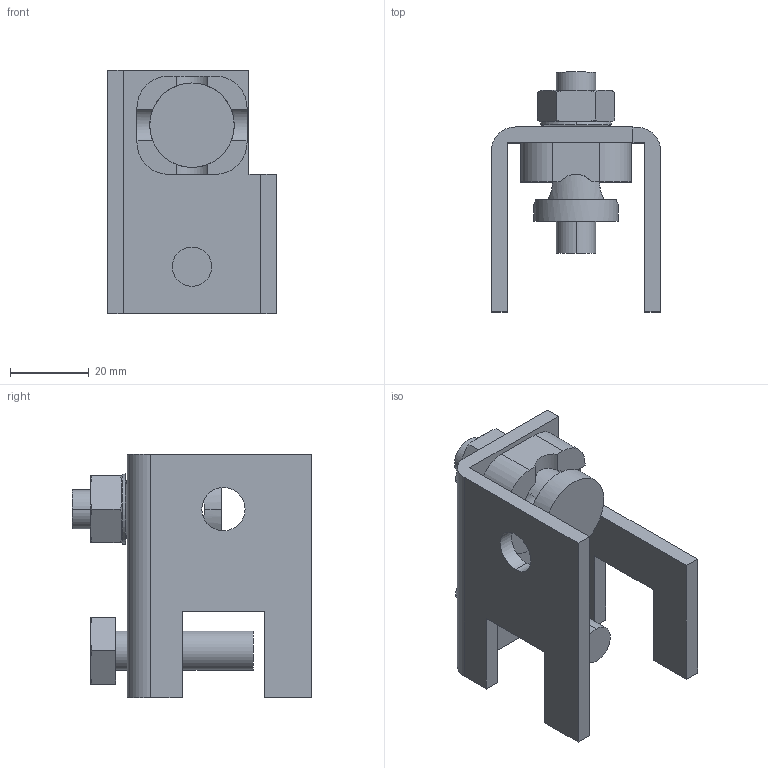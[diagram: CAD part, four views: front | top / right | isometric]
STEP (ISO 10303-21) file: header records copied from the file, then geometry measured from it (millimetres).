
FILE_DESCRIPTION (( 'STEP AP214' ), '1' );
FILE_NAME ('5304520.stp', '2020-10-01T07:39:33', ( '' ), ( '' ), 'SwSTEP 2.0', 'SolidWorks 2020', '' );
FILE_SCHEMA (( 'AUTOMOTIVE_DESIGN' ));
Length unit declared in the file: millimetre
Products named in the file (8): Klemmkoerper; Federscheibe; 5304520; Verbinder; Schraube; Platte; Klemmschraube; Mutter
Assembly tree (7 placements, depth 3):
  5304520
    Schraube
    Verbinder
      Klemmschraube
      Mutter
      Platte
      Federscheibe
    Klemmkoerper
Bounding box: 43 x 61 x 62 mm (x, y, z)
Volume: 36113.1 mm3; surface area: 21377.9 mm2
Topology: 6 solids, 6 shells, 114 faces, 289 edges, 186 vertices
Faces by surface type: plane 51, cylinder 32, bspline 23, cone 6, torus 2
Entity records: 5661 total; most frequent: CARTESIAN_POINT 1657, ORIENTED_EDGE 578, DIRECTION 490, EDGE_CURVE 289, VERTEX_POINT 186, AXIS2_PLACEMENT_3D 179, LINE 132, VECTOR 132
